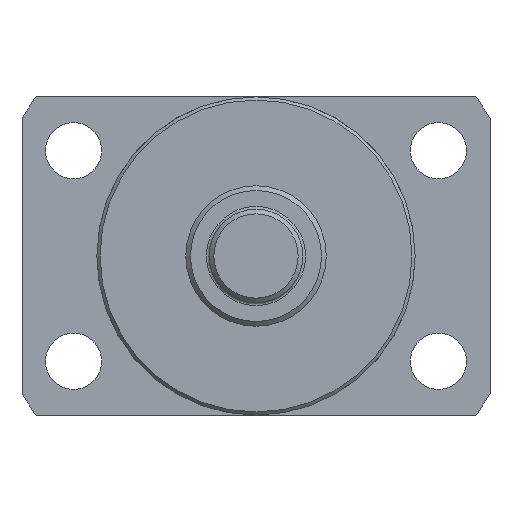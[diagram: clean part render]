
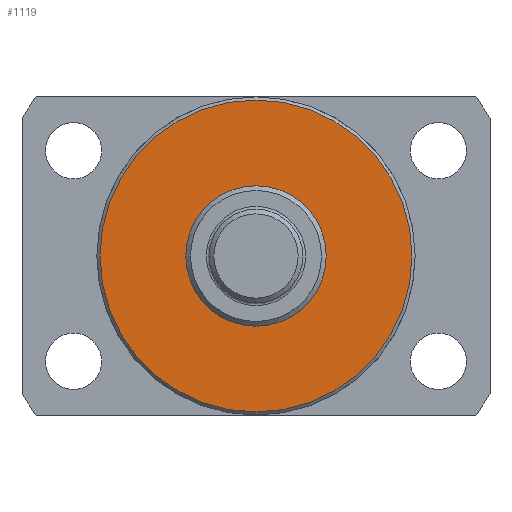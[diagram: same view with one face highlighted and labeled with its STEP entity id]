
A CAD part, left-side view. The second image highlights one B-rep face of the part: STEP entity #1119.
In plain terms, the highlighted planar face has unit normal (-1, 0, 0).
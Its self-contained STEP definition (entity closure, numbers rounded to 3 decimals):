
#37=PLANE('',#1252);
#198=CIRCLE('',#1253,16.66);
#199=CIRCLE('',#1254,7.5);
#312=ORIENTED_EDGE('',*,*,#590,.F.);
#313=ORIENTED_EDGE('',*,*,#591,.T.);
#590=EDGE_CURVE('',#726,#726,#198,.T.);
#591=EDGE_CURVE('',#727,#727,#199,.T.);
#726=VERTEX_POINT('',#1907);
#727=VERTEX_POINT('',#1909);
#821=EDGE_LOOP('',(#312));
#822=EDGE_LOOP('',(#313));
#957=FACE_BOUND('',#821,.T.);
#958=FACE_BOUND('',#822,.T.);
#1119=ADVANCED_FACE('',(#957,#958),#37,.F.);
#1252=AXIS2_PLACEMENT_3D('',#1905,#1476,#1477);
#1253=AXIS2_PLACEMENT_3D('',#1906,#1478,#1479);
#1254=AXIS2_PLACEMENT_3D('',#1908,#1480,#1481);
#1476=DIRECTION('',(1.,0.,0.));
#1477=DIRECTION('',(0.,0.,-1.));
#1478=DIRECTION('',(1.,0.,0.));
#1479=DIRECTION('',(0.,0.,-1.));
#1480=DIRECTION('',(1.,0.,0.));
#1481=DIRECTION('',(0.,0.,-1.));
#1905=CARTESIAN_POINT('',(0.,0.,0.));
#1906=CARTESIAN_POINT('',(0.,0.,0.));
#1907=CARTESIAN_POINT('',(0.,0.,-16.66));
#1908=CARTESIAN_POINT('',(0.,0.,0.));
#1909=CARTESIAN_POINT('',(0.,0.,-7.5));
